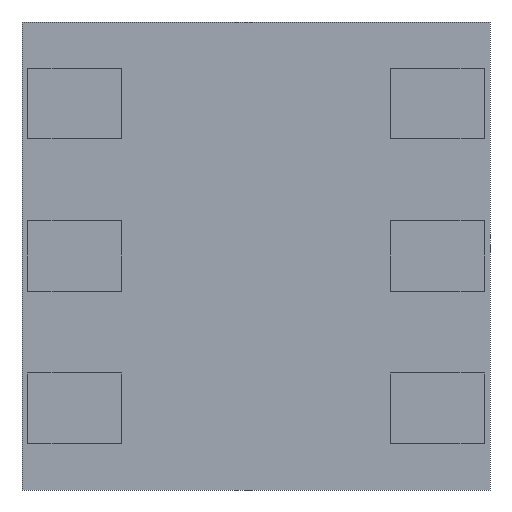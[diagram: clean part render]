
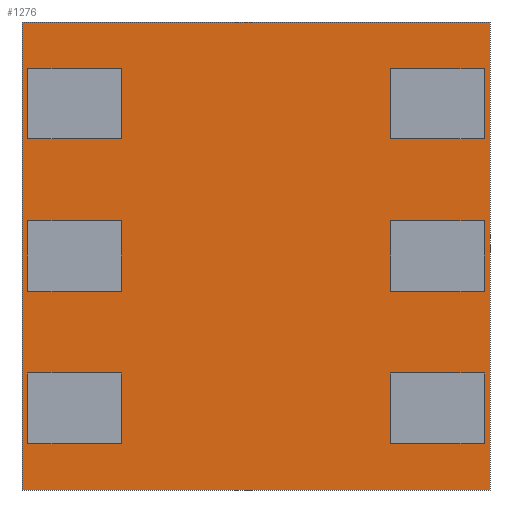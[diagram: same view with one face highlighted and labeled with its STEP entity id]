
A CAD part, front view. The second image highlights one B-rep face of the part: STEP entity #1276.
In plain terms, the highlighted planar face has unit normal (0, -1, 0).
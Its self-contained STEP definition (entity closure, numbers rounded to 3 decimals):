
#54 = ORIENTED_EDGE ( 'NONE', *, *, #734, .F. ) ;
#73 = VECTOR ( 'NONE', #75, 1000. ) ;
#75 = DIRECTION ( 'NONE',  ( 0., 0., 1. ) ) ;
#98 = DIRECTION ( 'NONE',  ( 0., 0., -1. ) ) ;
#161 = EDGE_CURVE ( 'NONE', #1347, #604, #589, .T. ) ;
#173 = PLANE ( 'NONE',  #187 ) ;
#187 = AXIS2_PLACEMENT_3D ( 'NONE', #584, #1046, #1136 ) ;
#212 = ORIENTED_EDGE ( 'NONE', *, *, #275, .F. ) ;
#275 = EDGE_CURVE ( 'NONE', #1017, #508, #1171, .T. ) ;
#305 = VECTOR ( 'NONE', #98, 1000. ) ;
#314 = CARTESIAN_POINT ( 'NONE',  ( -1., 0.03, 1. ) ) ;
#373 = LINE ( 'NONE', #1222, #884 ) ;
#387 = LINE ( 'NONE', #807, #840 ) ;
#498 = FACE_OUTER_BOUND ( 'NONE', #519, .T. ) ;
#508 = VERTEX_POINT ( 'NONE', #1102 ) ;
#519 = EDGE_LOOP ( 'NONE', ( #212, #54, #932, #786 ) ) ;
#584 = CARTESIAN_POINT ( 'NONE',  ( 0., 0.03, 0. ) ) ;
#589 = LINE ( 'NONE', #1023, #73 ) ;
#604 = VERTEX_POINT ( 'NONE', #314 ) ;
#734 = EDGE_CURVE ( 'NONE', #604, #1017, #387, .T. ) ;
#786 = ORIENTED_EDGE ( 'NONE', *, *, #988, .F. ) ;
#800 = CARTESIAN_POINT ( 'NONE',  ( -1., 0.03, -1. ) ) ;
#807 = CARTESIAN_POINT ( 'NONE',  ( -1., 0.03, 1. ) ) ;
#840 = VECTOR ( 'NONE', #1226, 1000. ) ;
#884 = VECTOR ( 'NONE', #919, 1000. ) ;
#919 = DIRECTION ( 'NONE',  ( -1., 0., 0. ) ) ;
#932 = ORIENTED_EDGE ( 'NONE', *, *, #161, .F. ) ;
#988 = EDGE_CURVE ( 'NONE', #508, #1347, #373, .T. ) ;
#1017 = VERTEX_POINT ( 'NONE', #1034 ) ;
#1023 = CARTESIAN_POINT ( 'NONE',  ( -1., 0.03, 1. ) ) ;
#1034 = CARTESIAN_POINT ( 'NONE',  ( 1., 0.03, 1. ) ) ;
#1046 = DIRECTION ( 'NONE',  ( 0., -1., 0. ) ) ;
#1102 = CARTESIAN_POINT ( 'NONE',  ( 1., 0.03, -1. ) ) ;
#1136 = DIRECTION ( 'NONE',  ( 0., 0., -1. ) ) ;
#1171 = LINE ( 'NONE', #1177, #305 ) ;
#1177 = CARTESIAN_POINT ( 'NONE',  ( 1., 0.03, 1. ) ) ;
#1222 = CARTESIAN_POINT ( 'NONE',  ( -1., 0.03, -1. ) ) ;
#1226 = DIRECTION ( 'NONE',  ( 1., 0., 0. ) ) ;
#1276 = ADVANCED_FACE ( 'NONE', ( #498 ), #173, .T. ) ;
#1347 = VERTEX_POINT ( 'NONE', #800 ) ;
